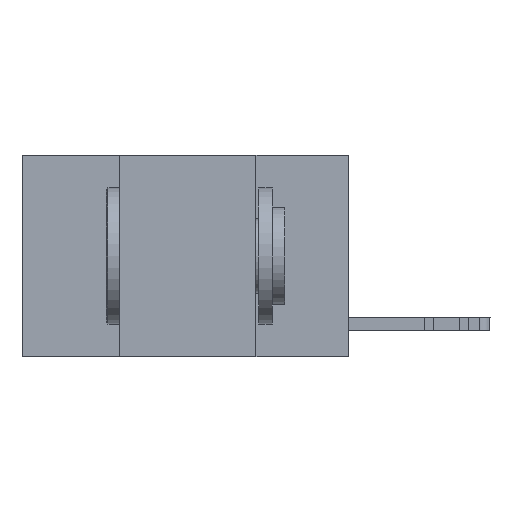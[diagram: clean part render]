
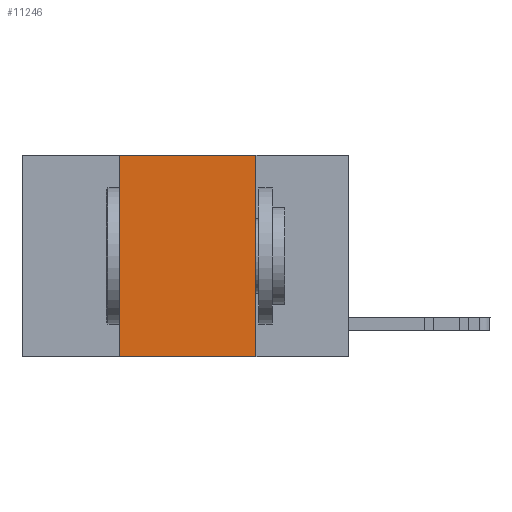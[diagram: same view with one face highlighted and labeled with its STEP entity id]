
A CAD part, left-side view. The second image highlights one B-rep face of the part: STEP entity #11246.
In plain terms, the highlighted planar face has unit normal (-1, 0, 0).
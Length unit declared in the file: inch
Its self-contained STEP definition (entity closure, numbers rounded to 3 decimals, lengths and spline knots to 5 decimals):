
#70 = LINE ( 'NONE', #20245, #15862 ) ;
#369 = DIRECTION ( 'NONE',  ( 0., 0., -1. ) ) ;
#377 = ORIENTED_EDGE ( 'NONE', *, *, #7543, .F. ) ;
#849 = DIRECTION ( 'NONE',  ( 0., 0., -1. ) ) ;
#2596 = CARTESIAN_POINT ( 'NONE',  ( 0., 0.17, 0. ) ) ;
#2660 = LINE ( 'NONE', #3431, #14034 ) ;
#3040 = VERTEX_POINT ( 'NONE', #16076 ) ;
#3320 = VECTOR ( 'NONE', #24700, 39.37008 ) ;
#3431 = CARTESIAN_POINT ( 'NONE',  ( 0., 0.6, -0.37 ) ) ;
#3729 = EDGE_CURVE ( 'NONE', #16320, #16535, #2660, .T. ) ;
#3961 = CARTESIAN_POINT ( 'NONE',  ( 0., 0.17, -0.37 ) ) ;
#4314 = EDGE_CURVE ( 'NONE', #3040, #16791, #9661, .T. ) ;
#4805 = ORIENTED_EDGE ( 'NONE', *, *, #25259, .F. ) ;
#7483 = CARTESIAN_POINT ( 'NONE',  ( 0., 0.6, 0. ) ) ;
#7543 = EDGE_CURVE ( 'NONE', #16320, #3040, #21611, .T. ) ;
#9661 = LINE ( 'NONE', #7483, #3320 ) ;
#10497 = CARTESIAN_POINT ( 'NONE',  ( 0., 0.42, 0. ) ) ;
#11246 = ADVANCED_FACE ( 'NONE', ( #27356 ), #17473, .F. ) ;
#11928 = DIRECTION ( 'NONE',  ( 0., -1., 0. ) ) ;
#13244 = DIRECTION ( 'NONE',  ( 1., 0., 0. ) ) ;
#14034 = VECTOR ( 'NONE', #11928, 39.37008 ) ;
#14840 = DIRECTION ( 'NONE',  ( 0., 0., 1. ) ) ;
#15850 = VECTOR ( 'NONE', #14840, 39.37008 ) ;
#15862 = VECTOR ( 'NONE', #849, 39.37008 ) ;
#15999 = CARTESIAN_POINT ( 'NONE',  ( 0., 0.42, -0.37 ) ) ;
#16076 = CARTESIAN_POINT ( 'NONE',  ( 0., 0.42, 0. ) ) ;
#16320 = VERTEX_POINT ( 'NONE', #15999 ) ;
#16535 = VERTEX_POINT ( 'NONE', #3961 ) ;
#16791 = VERTEX_POINT ( 'NONE', #2596 ) ;
#17473 = PLANE ( 'NONE',  #19517 ) ;
#17527 = ORIENTED_EDGE ( 'NONE', *, *, #3729, .T. ) ;
#19517 = AXIS2_PLACEMENT_3D ( 'NONE', #26125, #13244, #369 ) ;
#20245 = CARTESIAN_POINT ( 'NONE',  ( 0., 0.17, 0. ) ) ;
#20350 = EDGE_LOOP ( 'NONE', ( #4805, #22634, #377, #17527 ) ) ;
#21611 = LINE ( 'NONE', #10497, #15850 ) ;
#22634 = ORIENTED_EDGE ( 'NONE', *, *, #4314, .F. ) ;
#24700 = DIRECTION ( 'NONE',  ( 0., -1., 0. ) ) ;
#25259 = EDGE_CURVE ( 'NONE', #16791, #16535, #70, .T. ) ;
#26125 = CARTESIAN_POINT ( 'NONE',  ( 0., 0.6, 0. ) ) ;
#27356 = FACE_OUTER_BOUND ( 'NONE', #20350, .T. ) ;
